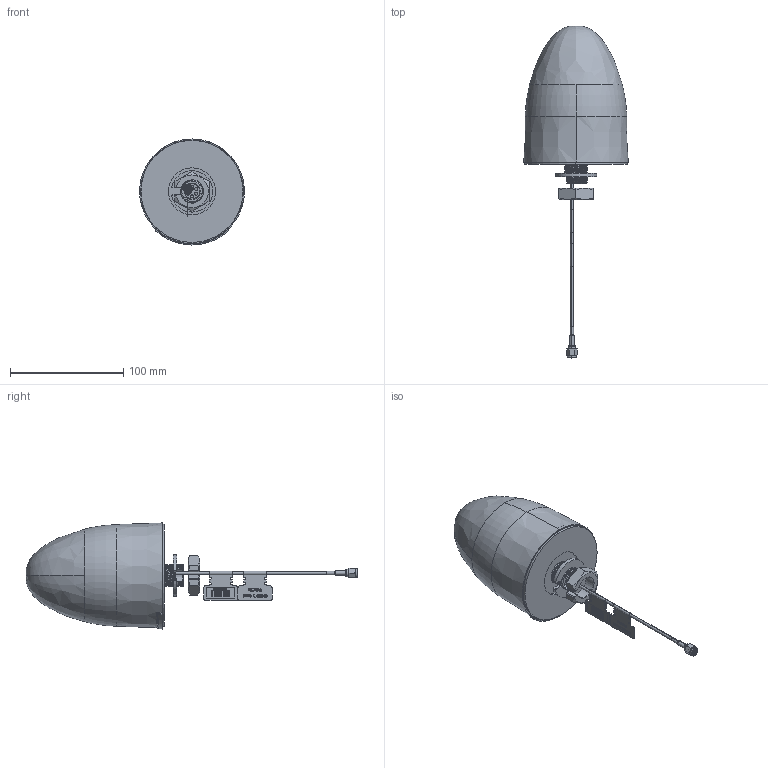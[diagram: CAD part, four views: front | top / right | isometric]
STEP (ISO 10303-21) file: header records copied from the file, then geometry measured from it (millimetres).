
FILE_DESCRIPTION (( 'STEP AP214' ), '1' );
FILE_NAME ('QHA.01.A.0159111_Web.STEP', '2022-03-14T15:42:16', ( '' ), ( '' ), 'SwSTEP 2.0', 'SolidWorks 2018', '' );
FILE_SCHEMA (( 'AUTOMOTIVE_DESIGN' ));
Length unit declared in the file: millimetre
Products named in the file (1): QHA.01.A.0159111_Web
Bounding box: 92.3 x 292.7 x 93.52 mm (x, y, z)
Surface area: 53699.7 mm2 (no closed solid volume)
Topology: 0 solids, 47 shells, 270 faces, 1749 edges, 1518 vertices
Faces by surface type: cylinder 110, plane 106, bspline 25, cone 19, torus 10
Entity records: 33486 total; most frequent: CARTESIAN_POINT 19033, ORIENTED_EDGE 2183, DIRECTION 1762, EDGE_CURVE 1746, VERTEX_POINT 1518, VECTOR 820, LINE 820, B_SPLINE_CURVE_WITH_KNOTS 662
